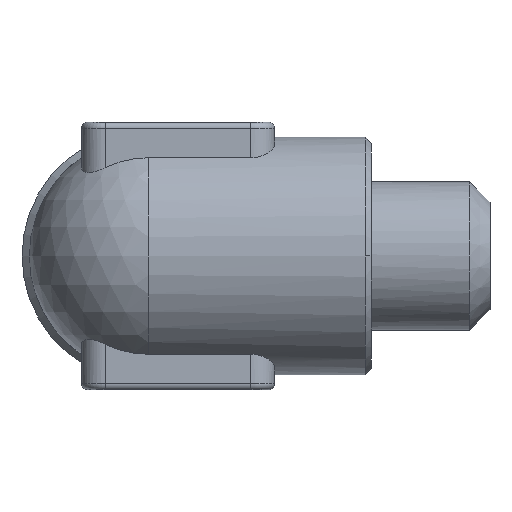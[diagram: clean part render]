
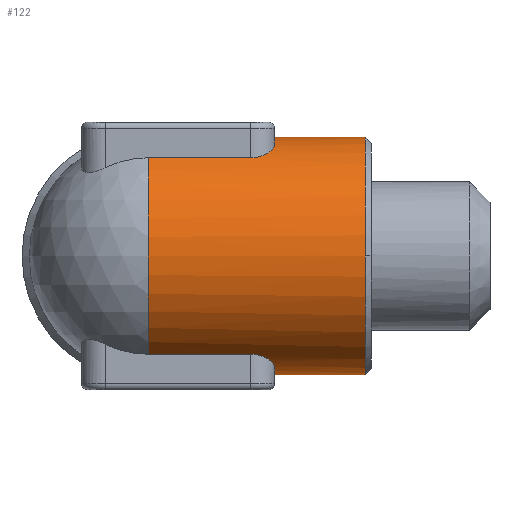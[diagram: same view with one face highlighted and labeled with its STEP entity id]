
A CAD part, left-side view. The second image highlights one B-rep face of the part: STEP entity #122.
In plain terms, the highlighted cylindrical face has radius 4 mm (diameter 8 mm), a partial arc.
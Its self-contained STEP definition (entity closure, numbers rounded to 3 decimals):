
#122=ADVANCED_FACE('',(#314),#315,.T.);
#314=FACE_OUTER_BOUND('',#577,.T.);
#315=CYLINDRICAL_SURFACE('',#578,4.0);
#577=EDGE_LOOP('',(#870,#871,#872,#873,#874,#875,#876,#877,#878,#879,#880));
#578=AXIS2_PLACEMENT_3D('',#881,#882,#883);
#870=ORIENTED_EDGE('',*,*,#1589,.F.);
#871=ORIENTED_EDGE('',*,*,#1590,.T.);
#872=ORIENTED_EDGE('',*,*,#1582,.T.);
#873=ORIENTED_EDGE('',*,*,#1591,.F.);
#874=ORIENTED_EDGE('',*,*,#1592,.F.);
#875=ORIENTED_EDGE('',*,*,#1593,.F.);
#876=ORIENTED_EDGE('',*,*,#1594,.F.);
#877=ORIENTED_EDGE('',*,*,#1595,.T.);
#878=ORIENTED_EDGE('',*,*,#1596,.T.);
#879=ORIENTED_EDGE('',*,*,#1597,.T.);
#880=ORIENTED_EDGE('',*,*,#1598,.T.);
#881=CARTESIAN_POINT('',(0.0,0.73,0.0));
#882=DIRECTION('',(0.0,-1.0,0.0));
#883=DIRECTION('',(0.0,0.0,-1.0));
#1582=EDGE_CURVE('',#1881,#1887,#1889,.T.);
#1589=EDGE_CURVE('',#1898,#1899,#1900,.T.);
#1590=EDGE_CURVE('',#1898,#1881,#1901,.T.);
#1591=EDGE_CURVE('',#1902,#1887,#1903,.T.);
#1592=EDGE_CURVE('',#1904,#1902,#1905,.T.);
#1593=EDGE_CURVE('',#1906,#1904,#1907,.T.);
#1594=EDGE_CURVE('',#1908,#1906,#1909,.T.);
#1595=EDGE_CURVE('',#1908,#1910,#1911,.T.);
#1596=EDGE_CURVE('',#1910,#1912,#1913,.T.);
#1597=EDGE_CURVE('',#1912,#1914,#1915,.T.);
#1598=EDGE_CURVE('',#1914,#1899,#1916,.T.);
#1881=VERTEX_POINT('',#2369);
#1887=VERTEX_POINT('',#2394);
#1889=CIRCLE('',#2396,4.0);
#1898=VERTEX_POINT('',#2407);
#1899=VERTEX_POINT('',#2408);
#1900=LINE('',#2409,#2410);
#1901=CIRCLE('',#2411,4.0);
#1902=VERTEX_POINT('',#2412);
#1903=LINE('',#2413,#2414);
#1904=VERTEX_POINT('',#2415);
#1905=B_SPLINE_CURVE_WITH_KNOTS('',2,(#2416,#2417,#2418,#2419,#2420),.UNSPECIFIED.,.F.,.F.,(3,2,3),(0.,0.5,1.),.UNSPECIFIED.);
#1906=VERTEX_POINT('',#2421);
#1907=B_SPLINE_CURVE_WITH_KNOTS('',3,(#2422,#2423,#2424,#2425,#2426,#2427,#2428,#2429,#2430,#2431,#2432,#2433,#2434,#2435,#2436,#2437),.UNSPECIFIED.,.F.,.F.,(4,1,1,1,1,1,1,1,1,1,1,1,1,4),(0.,0.063,0.127,0.193,0.298,0.422,0.468,0.565,0.708,0.744,0.779,0.852,0.923,1.),.UNSPECIFIED.);
#1908=VERTEX_POINT('',#2438);
#1909=LINE('',#2439,#2440);
#1910=VERTEX_POINT('',#2441);
#1911=CIRCLE('',#2442,4.0);
#1912=VERTEX_POINT('',#2443);
#1913=LINE('',#2444,#2445);
#1914=VERTEX_POINT('',#2446);
#1915=B_SPLINE_CURVE_WITH_KNOTS('',3,(#2447,#2448,#2449,#2450,#2451,#2452,#2453,#2454,#2455,#2456,#2457,#2458,#2459),.UNSPECIFIED.,.F.,.F.,(4,1,1,1,1,1,1,1,1,1,4),(0.,0.06,0.12,0.18,0.242,0.367,0.496,0.624,0.749,0.873,1.),.UNSPECIFIED.);
#1916=B_SPLINE_CURVE_WITH_KNOTS('',3,(#2460,#2461,#2462,#2463,#2464,#2465),.UNSPECIFIED.,.F.,.F.,(4,2,4),(0.,0.5,1.),.UNSPECIFIED.);
#2369=CARTESIAN_POINT('',(-4.0,-7.3,0.));
#2394=CARTESIAN_POINT('',(0.,-7.3,4.0));
#2396=AXIS2_PLACEMENT_3D('',#3348,#3349,#3350);
#2407=CARTESIAN_POINT('',(0.,-7.3,-4.0));
#2408=CARTESIAN_POINT('',(0.,-4.25,-4.0));
#2409=CARTESIAN_POINT('',(0.,-3.65,-4.0));
#2410=VECTOR('',#3359,1.0);
#2411=AXIS2_PLACEMENT_3D('',#3360,#3361,#3362);
#2412=CARTESIAN_POINT('',(0.,-4.25,4.0));
#2413=CARTESIAN_POINT('',(0.,-3.65,4.0));
#2414=VECTOR('',#3363,1.0);
#2415=CARTESIAN_POINT('',(-1.45,-4.25,3.728));
#2416=CARTESIAN_POINT('',(-1.45,-4.25,3.728));
#2417=CARTESIAN_POINT('',(-0.75,-4.25,4.));
#2418=CARTESIAN_POINT('',(0.0,-4.25,4.));
#2419=CARTESIAN_POINT('',(0.75,-4.25,4.));
#2420=CARTESIAN_POINT('',(1.45,-4.25,3.728));
#2421=CARTESIAN_POINT('',(-2.25,-3.45,3.307));
#2422=CARTESIAN_POINT('',(-2.25,-3.45,3.307));
#2423=CARTESIAN_POINT('',(-2.249,-3.478,3.308));
#2424=CARTESIAN_POINT('',(-2.247,-3.534,3.309));
#2425=CARTESIAN_POINT('',(-2.233,-3.619,3.319));
#2426=CARTESIAN_POINT('',(-2.206,-3.719,3.337));
#2427=CARTESIAN_POINT('',(-2.156,-3.836,3.37));
#2428=CARTESIAN_POINT('',(-2.091,-3.933,3.41));
#2429=CARTESIAN_POINT('',(-2.018,-4.015,3.454));
#2430=CARTESIAN_POINT('',(-1.931,-4.095,3.503));
#2431=CARTESIAN_POINT('',(-1.835,-4.154,3.553));
#2432=CARTESIAN_POINT('',(-1.756,-4.189,3.594));
#2433=CARTESIAN_POINT('',(-1.703,-4.21,3.621));
#2434=CARTESIAN_POINT('',(-1.633,-4.23,3.653));
#2435=CARTESIAN_POINT('',(-1.543,-4.247,3.691));
#2436=CARTESIAN_POINT('',(-1.482,-4.249,3.715));
#2437=CARTESIAN_POINT('',(-1.45,-4.25,3.728));
#2438=CARTESIAN_POINT('',(-2.25,0.,3.307));
#2439=CARTESIAN_POINT('',(-2.25,-1.0,3.307));
#2440=VECTOR('',#3364,1000.0);
#2441=CARTESIAN_POINT('',(-2.25,0.,-3.307));
#2442=AXIS2_PLACEMENT_3D('',#3365,#3366,#3367);
#2443=CARTESIAN_POINT('',(-2.25,-3.45,-3.307));
#2444=CARTESIAN_POINT('',(-2.25,-3.65,-3.307));
#2445=VECTOR('',#3368,1000.0);
#2446=CARTESIAN_POINT('',(-1.45,-4.25,-3.728));
#2447=CARTESIAN_POINT('',(-2.25,-3.45,-3.307));
#2448=CARTESIAN_POINT('',(-2.249,-3.477,-3.308));
#2449=CARTESIAN_POINT('',(-2.248,-3.53,-3.309));
#2450=CARTESIAN_POINT('',(-2.235,-3.609,-3.317));
#2451=CARTESIAN_POINT('',(-2.216,-3.686,-3.33));
#2452=CARTESIAN_POINT('',(-2.179,-3.787,-3.355));
#2453=CARTESIAN_POINT('',(-2.114,-3.906,-3.396));
#2454=CARTESIAN_POINT('',(-2.011,-4.027,-3.459));
#2455=CARTESIAN_POINT('',(-1.889,-4.126,-3.527));
#2456=CARTESIAN_POINT('',(-1.753,-4.198,-3.596));
#2457=CARTESIAN_POINT('',(-1.606,-4.242,-3.665));
#2458=CARTESIAN_POINT('',(-1.502,-4.247,-3.707));
#2459=CARTESIAN_POINT('',(-1.45,-4.25,-3.728));
#2460=CARTESIAN_POINT('',(-1.45,-4.25,-3.728));
#2461=CARTESIAN_POINT('',(-0.989,-4.25,-3.907));
#2462=CARTESIAN_POINT('',(-0.495,-4.25,-4.0));
#2463=CARTESIAN_POINT('',(0.495,-4.25,-4.0));
#2464=CARTESIAN_POINT('',(0.989,-4.25,-3.907));
#2465=CARTESIAN_POINT('',(1.45,-4.25,-3.728));
#3348=CARTESIAN_POINT('',(0.0,-7.3,0.0));
#3349=DIRECTION('',(0.,1.0,0.0));
#3350=DIRECTION('',(-1.0,0.,0.0));
#3359=DIRECTION('',(-0.0,1.0,-0.0));
#3360=CARTESIAN_POINT('',(0.0,-7.3,0.0));
#3361=DIRECTION('',(0.,1.0,0.0));
#3362=DIRECTION('',(-1.0,0.,0.0));
#3363=DIRECTION('',(0.0,-1.0,0.0));
#3364=DIRECTION('',(-0.0,-1.0,-0.0));
#3365=CARTESIAN_POINT('',(0.0,0.,0.0));
#3366=DIRECTION('',(0.,-1.0,0.0));
#3367=DIRECTION('',(1.0,0.,0.0));
#3368=DIRECTION('',(0.0,-1.0,0.0));
